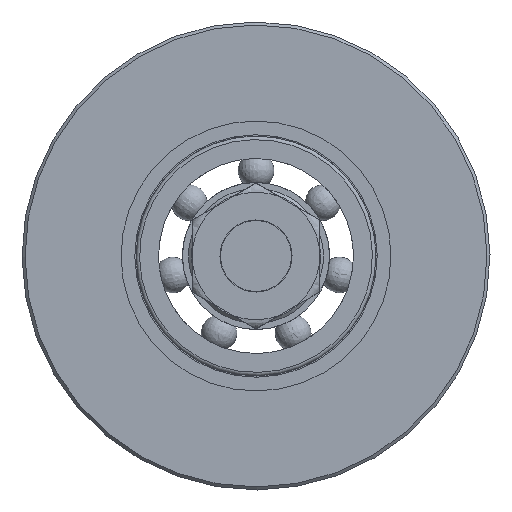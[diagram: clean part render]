
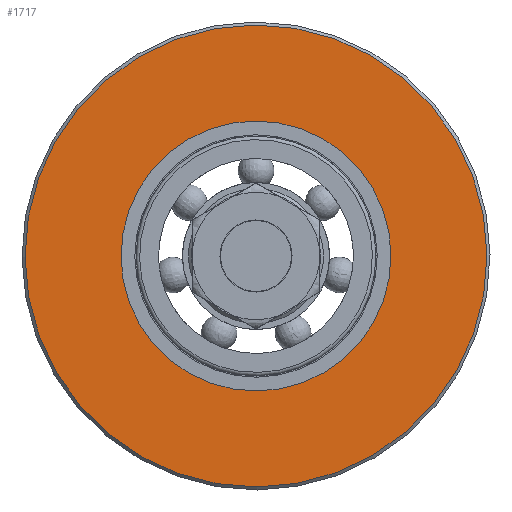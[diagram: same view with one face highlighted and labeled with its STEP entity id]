
A CAD part, front view. The second image highlights one B-rep face of the part: STEP entity #1717.
In plain terms, the highlighted face is planar.
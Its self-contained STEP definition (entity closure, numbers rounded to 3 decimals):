
#168=FACE_BOUND('',#334,.T.);
#198=PLANE('',#1971);
#233=FACE_OUTER_BOUND('',#333,.T.);
#333=EDGE_LOOP('',(#1217));
#334=EDGE_LOOP('',(#1218));
#568=CIRCLE('',#1970,38.5);
#569=CIRCLE('',#1972,22.5);
#735=VERTEX_POINT('',#2869);
#736=VERTEX_POINT('',#2873);
#945=EDGE_CURVE('',#735,#735,#568,.T.);
#946=EDGE_CURVE('',#736,#736,#569,.T.);
#1217=ORIENTED_EDGE('',*,*,#945,.F.);
#1218=ORIENTED_EDGE('',*,*,#946,.F.);
#1717=ADVANCED_FACE('',(#233,#168),#198,.F.);
#1970=AXIS2_PLACEMENT_3D('',#2871,#2273,#2274);
#1971=AXIS2_PLACEMENT_3D('',#2872,#2275,#2276);
#1972=AXIS2_PLACEMENT_3D('',#2874,#2277,#2278);
#2273=DIRECTION('center_axis',(0.,0.,-1.));
#2274=DIRECTION('ref_axis',(-1.,0.,0.));
#2275=DIRECTION('center_axis',(0.,0.,-1.));
#2276=DIRECTION('ref_axis',(-1.,0.,0.));
#2277=DIRECTION('center_axis',(0.,0.,1.));
#2278=DIRECTION('ref_axis',(0.,1.,0.));
#2869=CARTESIAN_POINT('',(38.5,0.,10.));
#2871=CARTESIAN_POINT('Origin',(0.,0.,10.));
#2872=CARTESIAN_POINT('Origin',(0.,0.,10.));
#2873=CARTESIAN_POINT('',(0.,-22.5,10.));
#2874=CARTESIAN_POINT('Origin',(0.,0.,10.));
